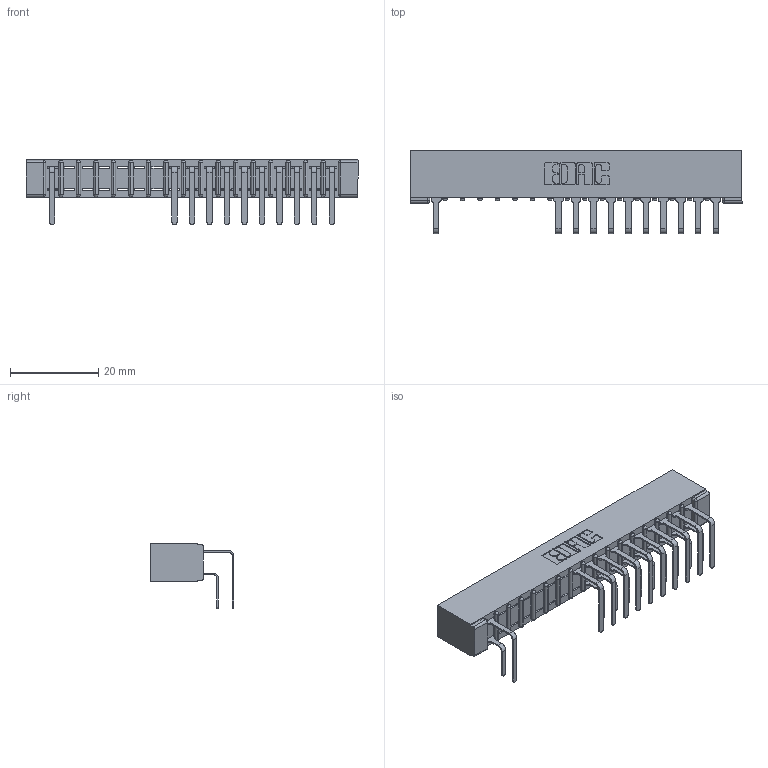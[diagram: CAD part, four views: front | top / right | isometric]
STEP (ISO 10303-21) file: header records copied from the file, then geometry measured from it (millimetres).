
FILE_DESCRIPTION (( 'STEP AP203' ), '1' );
FILE_NAME ('307-017-558-101.STEP', '2018-08-03T21:56:32', ( '' ), ( '' ), 'SwSTEP 2.0', 'SolidWorks 2016', '' );
FILE_SCHEMA (( 'CONFIG_CONTROL_DESIGN' ));
Length unit declared in the file: inch
Products named in the file (4): 307-290-001_558 559 - 1 (Single); 307-290-001_558 - 2 (Single); 307-017-558-101; 307 Part_No Mounting Lugs
Assembly tree (22 placements, depth 2):
  307-017-558-101
    307 Part_No Mounting Lugs
    307-290-001_558 559 - 1 (Single)  x10
    307-290-001_558 - 2 (Single)  x11
Bounding box: 75.23 x 18.96 x 14.81 mm (x, y, z)
Volume: 5081.3 mm3; surface area: 8724.8 mm2
Topology: 22 solids, 22 shells, 1308 faces, 3697 edges, 2386 vertices
Faces by surface type: plane 837, cylinder 435, sphere 36
Entity records: 18953 total; most frequent: CARTESIAN_POINT 3162, ORIENTED_EDGE 3142, DIRECTION 3093, EDGE_CURVE 1571, VECTOR 1195, LINE 1195, VERTEX_POINT 1018, AXIS2_PLACEMENT_3D 949
